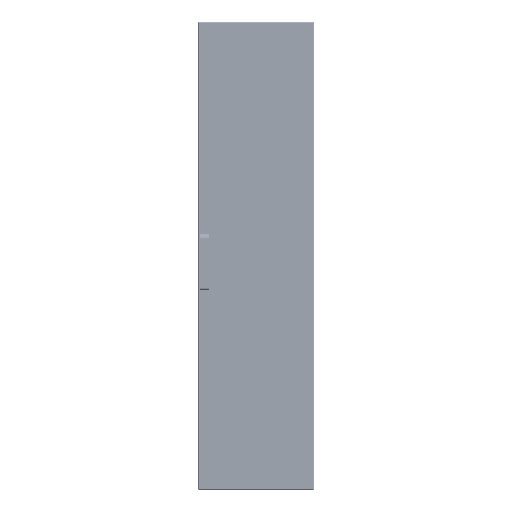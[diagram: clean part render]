
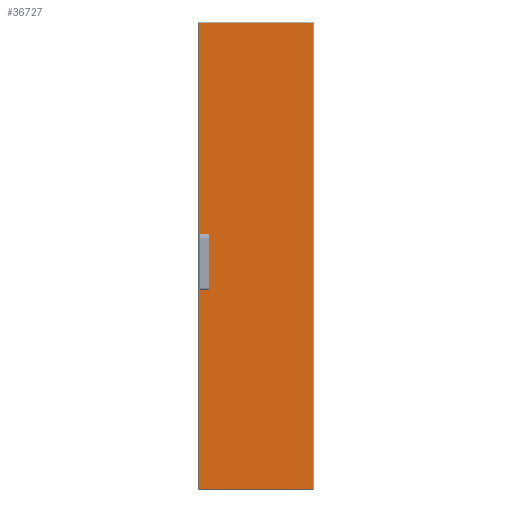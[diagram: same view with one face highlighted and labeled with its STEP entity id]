
A CAD part, top view. The second image highlights one B-rep face of the part: STEP entity #36727.
In plain terms, the highlighted planar face has unit normal (0, 0, 1).
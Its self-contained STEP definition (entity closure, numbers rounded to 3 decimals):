
#6780 = AXIS2_PLACEMENT_3D ( 'NONE', #13944, #13953, #13954 ) ;
#13944 = CARTESIAN_POINT ( 'NONE',  ( 0., 0., 0. ) ) ;
#13948 = PLANE ( 'NONE',  #6780 ) ;
#13953 = DIRECTION ( 'NONE',  ( 0., 0., 1. ) ) ;
#13954 = DIRECTION ( 'NONE',  ( 1., 0., 0. ) ) ;
#17565 = AXIS2_PLACEMENT_3D ( 'NONE', #30759, #30761, #30762 ) ;
#17566 = AXIS2_PLACEMENT_3D ( 'NONE', #61784, #61786, #61787 ) ;
#23289 = LINE ( 'NONE', #30669, #23296 ) ;
#23293 = LINE ( 'NONE', #30678, #23298 ) ;
#23296 = VECTOR ( 'NONE', #30690, 1000. ) ;
#23297 = LINE ( 'NONE', #30696, #23300 ) ;
#23298 = VECTOR ( 'NONE', #30693, 1000. ) ;
#23299 = LINE ( 'NONE', #30700, #23302 ) ;
#23300 = VECTOR ( 'NONE', #30699, 1000. ) ;
#23302 = VECTOR ( 'NONE', #30703, 1000. ) ;
#23308 = LINE ( 'NONE', #61782, #23334 ) ;
#23313 = LINE ( 'NONE', #30750, #23316 ) ;
#23315 = CIRCLE ( 'NONE', #17565, 4.5 ) ;
#23316 = VECTOR ( 'NONE', #30752, 1000. ) ;
#23317 = LINE ( 'NONE', #30736, #23319 ) ;
#23318 = LINE ( 'NONE', #30765, #23321 ) ;
#23319 = VECTOR ( 'NONE', #30738, 1000. ) ;
#23320 = LINE ( 'NONE', #61770, #23323 ) ;
#23321 = VECTOR ( 'NONE', #61769, 1000. ) ;
#23322 = LINE ( 'NONE', #61775, #23325 ) ;
#23323 = VECTOR ( 'NONE', #61773, 1000. ) ;
#23324 = CIRCLE ( 'NONE', #17566, 4.5 ) ;
#23325 = VECTOR ( 'NONE', #61777, 1000. ) ;
#23326 = LINE ( 'NONE', #30755, #23328 ) ;
#23327 = LINE ( 'NONE', #61790, #23330 ) ;
#23328 = VECTOR ( 'NONE', #30757, 1000. ) ;
#23330 = VECTOR ( 'NONE', #61792, 1000. ) ;
#23333 = LINE ( 'NONE', #61803, #23336 ) ;
#23334 = VECTOR ( 'NONE', #61799, 1000. ) ;
#23336 = VECTOR ( 'NONE', #61805, 1000. ) ;
#23337 = LINE ( 'NONE', #61796, #23339 ) ;
#23339 = VECTOR ( 'NONE', #61780, 1000. ) ;
#30669 = CARTESIAN_POINT ( 'NONE',  ( -194., 797.5, 0. ) ) ;
#30678 = CARTESIAN_POINT ( 'NONE',  ( -194., -794.5, 0. ) ) ;
#30690 = DIRECTION ( 'NONE',  ( 0., -1., 0. ) ) ;
#30693 = DIRECTION ( 'NONE',  ( 1., 0., 0. ) ) ;
#30696 = CARTESIAN_POINT ( 'NONE',  ( 194., 794.5, 0. ) ) ;
#30699 = DIRECTION ( 'NONE',  ( -1., 0., 0. ) ) ;
#30700 = CARTESIAN_POINT ( 'NONE',  ( 194., -797.5, 0. ) ) ;
#30703 = DIRECTION ( 'NONE',  ( 0., 1., 0. ) ) ;
#30736 = CARTESIAN_POINT ( 'NONE',  ( -188., -50., 0. ) ) ;
#30738 = DIRECTION ( 'NONE',  ( 1., 0., 0. ) ) ;
#30750 = CARTESIAN_POINT ( 'NONE',  ( -180., -54.3, 0. ) ) ;
#30752 = DIRECTION ( 'NONE',  ( 0., -1., 0. ) ) ;
#30755 = CARTESIAN_POINT ( 'NONE',  ( -171., 50., 0. ) ) ;
#30757 = DIRECTION ( 'NONE',  ( 0., 1., 0. ) ) ;
#30759 = CARTESIAN_POINT ( 'NONE',  ( -175.5, -54.3, 0. ) ) ;
#30761 = DIRECTION ( 'NONE',  ( 0., 0., 1. ) ) ;
#30762 = DIRECTION ( 'NONE',  ( 1., 0., 0. ) ) ;
#30765 = CARTESIAN_POINT ( 'NONE',  ( -188., 50., 0. ) ) ;
#30793 = EDGE_CURVE ( 'NONE', #39008, #39011, #23289, .T. ) ;
#30794 = EDGE_CURVE ( 'NONE', #39011, #39013, #23293, .T. ) ;
#30795 = EDGE_CURVE ( 'NONE', #39015, #39008, #23297, .T. ) ;
#30796 = EDGE_CURVE ( 'NONE', #39013, #39015, #23299, .T. ) ;
#30805 = EDGE_CURVE ( 'NONE', #39024, #39202, #23313, .T. ) ;
#30806 = EDGE_CURVE ( 'NONE', #39202, #38990, #23315, .T. ) ;
#30807 = EDGE_CURVE ( 'NONE', #38999, #39024, #23317, .T. ) ;
#30808 = EDGE_CURVE ( 'NONE', #39188, #38999, #23318, .T. ) ;
#30809 = EDGE_CURVE ( 'NONE', #39000, #39188, #23320, .T. ) ;
#30810 = EDGE_CURVE ( 'NONE', #39002, #39000, #23322, .T. ) ;
#30811 = EDGE_CURVE ( 'NONE', #39001, #39002, #23324, .T. ) ;
#30812 = EDGE_CURVE ( 'NONE', #39004, #39001, #23326, .T. ) ;
#30813 = EDGE_CURVE ( 'NONE', #39003, #39004, #23327, .T. ) ;
#30815 = EDGE_CURVE ( 'NONE', #39007, #39003, #23308, .T. ) ;
#30816 = EDGE_CURVE ( 'NONE', #39006, #39007, #23333, .T. ) ;
#30818 = EDGE_CURVE ( 'NONE', #38990, #39006, #23337, .T. ) ;
#33661 = CARTESIAN_POINT ( 'NONE',  ( -188., 50., 0. ) ) ;
#33685 = CARTESIAN_POINT ( 'NONE',  ( -180., -54.3, 0. ) ) ;
#36727 = ADVANCED_FACE ( 'NONE', ( #52481, #52494 ), #13948, .T. ) ;
#38990 = VERTEX_POINT ( 'NONE', #46725 ) ;
#38999 = VERTEX_POINT ( 'NONE', #46734 ) ;
#39000 = VERTEX_POINT ( 'NONE', #46735 ) ;
#39001 = VERTEX_POINT ( 'NONE', #46736 ) ;
#39002 = VERTEX_POINT ( 'NONE', #46737 ) ;
#39003 = VERTEX_POINT ( 'NONE', #46738 ) ;
#39004 = VERTEX_POINT ( 'NONE', #46739 ) ;
#39006 = VERTEX_POINT ( 'NONE', #46741 ) ;
#39007 = VERTEX_POINT ( 'NONE', #46742 ) ;
#39008 = VERTEX_POINT ( 'NONE', #46743 ) ;
#39011 = VERTEX_POINT ( 'NONE', #46746 ) ;
#39013 = VERTEX_POINT ( 'NONE', #46748 ) ;
#39015 = VERTEX_POINT ( 'NONE', #46750 ) ;
#39024 = VERTEX_POINT ( 'NONE', #46759 ) ;
#39188 = VERTEX_POINT ( 'NONE', #33661 ) ;
#39202 = VERTEX_POINT ( 'NONE', #33685 ) ;
#39876 = ORIENTED_EDGE ( 'NONE', *, *, #30806, .F. ) ;
#39906 = ORIENTED_EDGE ( 'NONE', *, *, #30805, .F. ) ;
#39907 = ORIENTED_EDGE ( 'NONE', *, *, #30807, .F. ) ;
#39908 = ORIENTED_EDGE ( 'NONE', *, *, #30808, .F. ) ;
#39909 = ORIENTED_EDGE ( 'NONE', *, *, #30809, .F. ) ;
#39910 = ORIENTED_EDGE ( 'NONE', *, *, #30810, .F. ) ;
#39911 = ORIENTED_EDGE ( 'NONE', *, *, #30811, .F. ) ;
#39912 = ORIENTED_EDGE ( 'NONE', *, *, #30812, .F. ) ;
#39913 = ORIENTED_EDGE ( 'NONE', *, *, #30813, .F. ) ;
#39914 = ORIENTED_EDGE ( 'NONE', *, *, #30815, .F. ) ;
#39915 = ORIENTED_EDGE ( 'NONE', *, *, #30816, .F. ) ;
#39916 = ORIENTED_EDGE ( 'NONE', *, *, #30818, .F. ) ;
#39917 = ORIENTED_EDGE ( 'NONE', *, *, #30793, .T. ) ;
#39918 = ORIENTED_EDGE ( 'NONE', *, *, #30794, .T. ) ;
#39919 = ORIENTED_EDGE ( 'NONE', *, *, #30796, .T. ) ;
#39920 = ORIENTED_EDGE ( 'NONE', *, *, #30795, .T. ) ;
#46725 = CARTESIAN_POINT ( 'NONE',  ( -171., -54.3, 0. ) ) ;
#46734 = CARTESIAN_POINT ( 'NONE',  ( -188., -50., 0. ) ) ;
#46735 = CARTESIAN_POINT ( 'NONE',  ( -180., 50., 0. ) ) ;
#46736 = CARTESIAN_POINT ( 'NONE',  ( -171., 54.3, 0. ) ) ;
#46737 = CARTESIAN_POINT ( 'NONE',  ( -180., 54.3, 0. ) ) ;
#46738 = CARTESIAN_POINT ( 'NONE',  ( -163., 50., 0. ) ) ;
#46739 = CARTESIAN_POINT ( 'NONE',  ( -171., 50., 0. ) ) ;
#46741 = CARTESIAN_POINT ( 'NONE',  ( -171., -50., 0. ) ) ;
#46742 = CARTESIAN_POINT ( 'NONE',  ( -163., -50., 0. ) ) ;
#46743 = CARTESIAN_POINT ( 'NONE',  ( -194., 794.5, 0. ) ) ;
#46746 = CARTESIAN_POINT ( 'NONE',  ( -194., -794.5, 0. ) ) ;
#46748 = CARTESIAN_POINT ( 'NONE',  ( 194., -794.5, 0. ) ) ;
#46750 = CARTESIAN_POINT ( 'NONE',  ( 194., 794.5, 0. ) ) ;
#46759 = CARTESIAN_POINT ( 'NONE',  ( -180., -50., 0. ) ) ;
#52481 = FACE_BOUND ( 'NONE', #55759, .T. ) ;
#52494 = FACE_OUTER_BOUND ( 'NONE', #55758, .T. ) ;
#55758 = EDGE_LOOP ( 'NONE', ( #39917, #39918, #39919, #39920 ) ) ;
#55759 = EDGE_LOOP ( 'NONE', ( #39876, #39906, #39907, #39908, #39909, #39910, #39911, #39912, #39913, #39914, #39915, #39916 ) ) ;
#61769 = DIRECTION ( 'NONE',  ( 0., -1., 0. ) ) ;
#61770 = CARTESIAN_POINT ( 'NONE',  ( -188., 50., 0. ) ) ;
#61773 = DIRECTION ( 'NONE',  ( -1., 0., 0. ) ) ;
#61775 = CARTESIAN_POINT ( 'NONE',  ( -180., 50., 0. ) ) ;
#61777 = DIRECTION ( 'NONE',  ( 0., -1., 0. ) ) ;
#61780 = DIRECTION ( 'NONE',  ( 0., 1., 0. ) ) ;
#61782 = CARTESIAN_POINT ( 'NONE',  ( -163., 50., 0. ) ) ;
#61784 = CARTESIAN_POINT ( 'NONE',  ( -175.5, 54.3, 0. ) ) ;
#61786 = DIRECTION ( 'NONE',  ( 0., 0., 1. ) ) ;
#61787 = DIRECTION ( 'NONE',  ( 1., 0., 0. ) ) ;
#61790 = CARTESIAN_POINT ( 'NONE',  ( -171., 50., 0. ) ) ;
#61792 = DIRECTION ( 'NONE',  ( -1., 0., 0. ) ) ;
#61796 = CARTESIAN_POINT ( 'NONE',  ( -171., -54.3, 0. ) ) ;
#61799 = DIRECTION ( 'NONE',  ( 0., 1., 0. ) ) ;
#61803 = CARTESIAN_POINT ( 'NONE',  ( -171., -50., 0. ) ) ;
#61805 = DIRECTION ( 'NONE',  ( 1., 0., 0. ) ) ;
